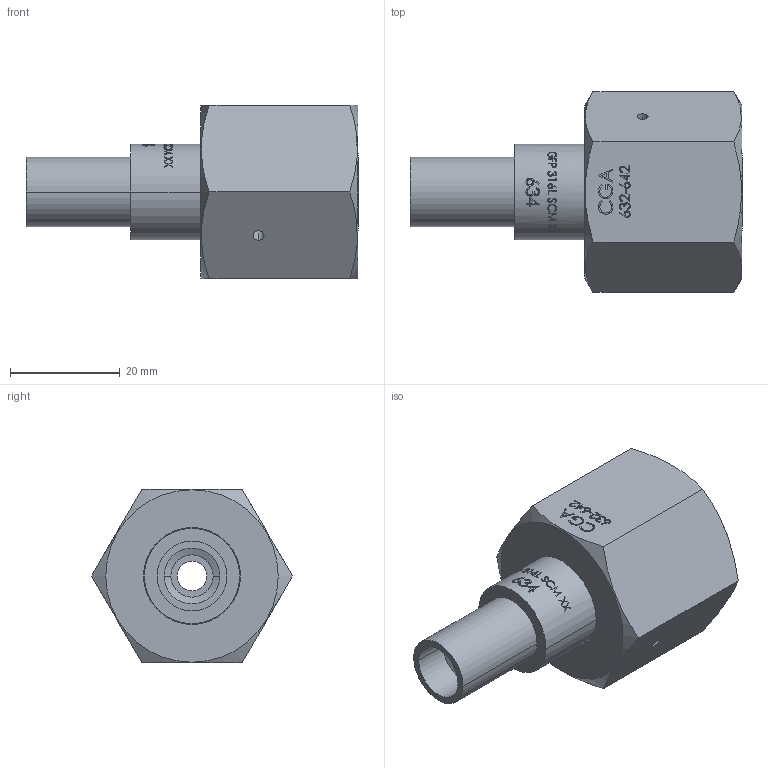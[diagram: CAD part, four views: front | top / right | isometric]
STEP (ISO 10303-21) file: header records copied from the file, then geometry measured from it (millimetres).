
FILE_DESCRIPTION (( 'STEP AP203' ), '1' );
FILE_NAME ('INL-634SS-8TS-N.STEP', '2025-01-16T13:06:39', ( '' ), ( '' ), 'SwSTEP 2.0', 'SolidWorks 2018', '' );
FILE_SCHEMA (( 'CONFIG_CONTROL_DESIGN' ));
Length unit declared in the file: inch
Products named in the file (6): PRT-001176; INL-634SS-8TS-N; ASY-000751; PRT-002742; PRT-000548; PRT-000988
Assembly tree (5 placements, depth 3):
  INL-634SS-8TS-N
    PRT-000988
    PRT-000548
    ASY-000751
      PRT-001176
      PRT-002742
Bounding box: 60.64 x 36.66 x 31.75 mm (x, y, z)
Volume: 22900.3 mm3; surface area: 13218.2 mm2
Topology: 4 solids, 4 shells, 301 faces, 1054 edges, 808 vertices
Faces by surface type: plane 102, cylinder 78, bspline 67, cone 30, torus 24
Entity records: 22049 total; most frequent: CARTESIAN_POINT 13022, ORIENTED_EDGE 2108, DIRECTION 1251, EDGE_CURVE 1054, VERTEX_POINT 808, B_SPLINE_CURVE_WITH_KNOTS 493, AXIS2_PLACEMENT_3D 447, EDGE_LOOP 358
